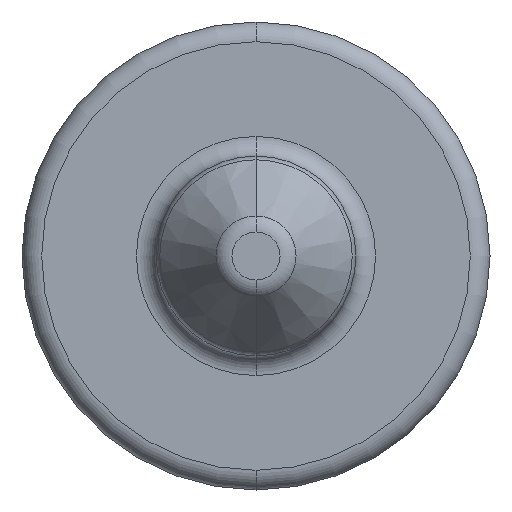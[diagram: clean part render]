
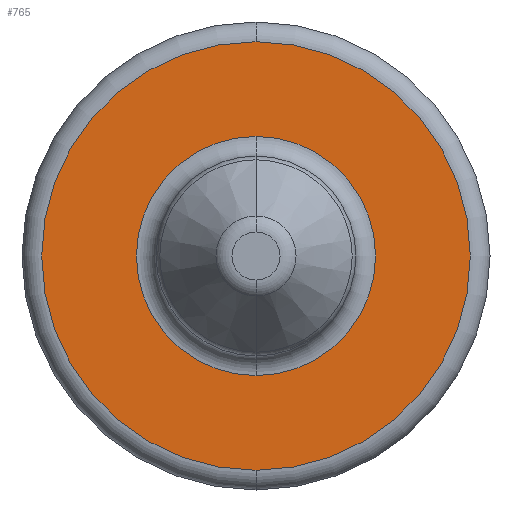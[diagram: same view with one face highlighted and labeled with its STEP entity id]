
A CAD part, front view. The second image highlights one B-rep face of the part: STEP entity #765.
In plain terms, the highlighted planar face has unit normal (0, -1, 0).
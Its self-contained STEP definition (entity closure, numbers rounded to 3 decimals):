
#2 = FACE_OUTER_BOUND ( 'NONE', #438, .T. ) ;
#4 = EDGE_CURVE ( 'NONE', #655, #309, #673, .T. ) ;
#7 = CARTESIAN_POINT ( 'NONE',  ( 0., 0., -0.815 ) ) ;
#10 = ORIENTED_EDGE ( 'NONE', *, *, #234, .T. ) ;
#38 = ORIENTED_EDGE ( 'NONE', *, *, #4, .T. ) ;
#128 = DIRECTION ( 'NONE',  ( 0., 0., 1. ) ) ;
#138 = DIRECTION ( 'NONE',  ( 0., 0., 1. ) ) ;
#140 = DIRECTION ( 'NONE',  ( 0., 1., 0. ) ) ;
#147 = VERTEX_POINT ( 'NONE', #291 ) ;
#171 = EDGE_CURVE ( 'NONE', #147, #785, #352, .T. ) ;
#181 = CARTESIAN_POINT ( 'NONE',  ( 0., 0., 0. ) ) ;
#184 = PLANE ( 'NONE',  #549 ) ;
#234 = EDGE_CURVE ( 'NONE', #309, #655, #288, .T. ) ;
#281 = DIRECTION ( 'NONE',  ( 0., -1., 0. ) ) ;
#288 = CIRCLE ( 'NONE', #539, 0.455 ) ;
#291 = CARTESIAN_POINT ( 'NONE',  ( 0., 0., 0.815 ) ) ;
#304 = CARTESIAN_POINT ( 'NONE',  ( 0., 0., -0.455 ) ) ;
#309 = VERTEX_POINT ( 'NONE', #484 ) ;
#336 = AXIS2_PLACEMENT_3D ( 'NONE', #828, #281, #128 ) ;
#352 = CIRCLE ( 'NONE', #336, 0.815 ) ;
#393 = ORIENTED_EDGE ( 'NONE', *, *, #474, .T. ) ;
#438 = EDGE_LOOP ( 'NONE', ( #700, #393 ) ) ;
#444 = CARTESIAN_POINT ( 'NONE',  ( 0., 0., 0. ) ) ;
#451 = DIRECTION ( 'NONE',  ( 0., 1., 0. ) ) ;
#463 = AXIS2_PLACEMENT_3D ( 'NONE', #576, #542, #490 ) ;
#474 = EDGE_CURVE ( 'NONE', #785, #147, #691, .T. ) ;
#484 = CARTESIAN_POINT ( 'NONE',  ( 0., 0., 0.455 ) ) ;
#490 = DIRECTION ( 'NONE',  ( 0., 0., 1. ) ) ;
#539 = AXIS2_PLACEMENT_3D ( 'NONE', #444, #451, #811 ) ;
#542 = DIRECTION ( 'NONE',  ( 0., 1., 0. ) ) ;
#549 = AXIS2_PLACEMENT_3D ( 'NONE', #181, #140, #138 ) ;
#576 = CARTESIAN_POINT ( 'NONE',  ( 0., 0., 0. ) ) ;
#608 = FACE_BOUND ( 'NONE', #635, .T. ) ;
#635 = EDGE_LOOP ( 'NONE', ( #10, #38 ) ) ;
#655 = VERTEX_POINT ( 'NONE', #304 ) ;
#673 = CIRCLE ( 'NONE', #463, 0.455 ) ;
#679 = AXIS2_PLACEMENT_3D ( 'NONE', #756, #751, #747 ) ;
#691 = CIRCLE ( 'NONE', #679, 0.815 ) ;
#700 = ORIENTED_EDGE ( 'NONE', *, *, #171, .T. ) ;
#747 = DIRECTION ( 'NONE',  ( 0., 0., 1. ) ) ;
#751 = DIRECTION ( 'NONE',  ( 0., -1., 0. ) ) ;
#756 = CARTESIAN_POINT ( 'NONE',  ( 0., 0., 0. ) ) ;
#765 = ADVANCED_FACE ( 'NONE', ( #2, #608 ), #184, .F. ) ;
#785 = VERTEX_POINT ( 'NONE', #7 ) ;
#811 = DIRECTION ( 'NONE',  ( 0., 0., 1. ) ) ;
#828 = CARTESIAN_POINT ( 'NONE',  ( 0., 0., 0. ) ) ;
